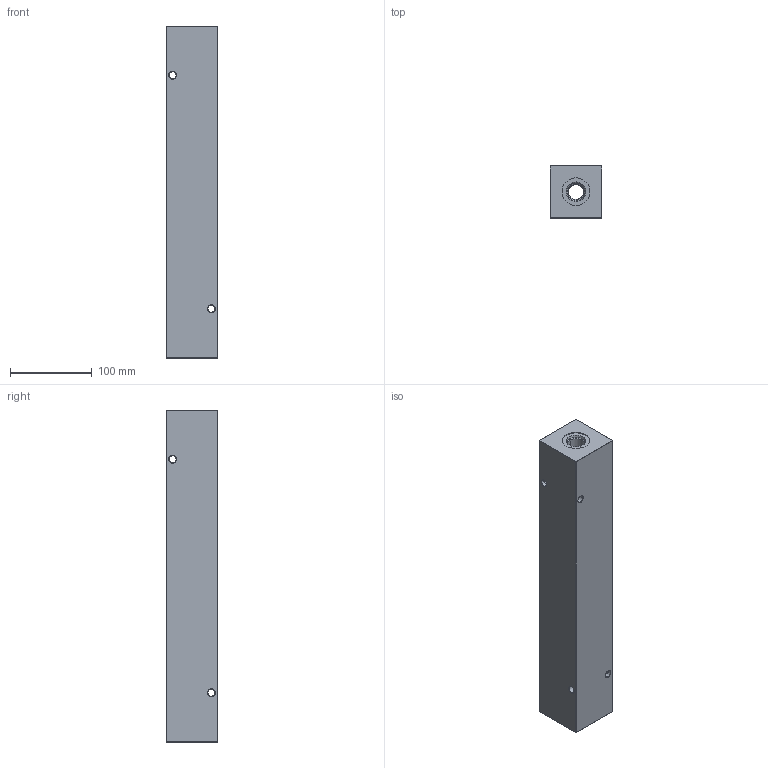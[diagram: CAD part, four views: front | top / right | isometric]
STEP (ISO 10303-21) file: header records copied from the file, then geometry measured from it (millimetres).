
FILE_DESCRIPTION (( 'STEP AP203' ), '1' );
FILE_NAME ('HM-7-90-S-10-10.STEP', '2020-11-09T22:34:21', ( '' ), ( '' ), 'SwSTEP 2.0', 'SolidWorks 2019', '' );
FILE_SCHEMA (( 'CONFIG_CONTROL_DESIGN' ));
Length unit declared in the file: inch
Products named in the file (1): HM-7-90-S-10-10
Bounding box: 63.5 x 63.5 x 406.4 mm (x, y, z)
Volume: 1386806.9 mm3; surface area: 153730.1 mm2
Topology: 1 solids, 1 shells, 675 faces, 1693 edges, 1065 vertices
Faces by surface type: plane 251, bspline 195, cylinder 117, cone 112
Entity records: 29794 total; most frequent: CARTESIAN_POINT 14901, ORIENTED_EDGE 3386, DIRECTION 2459, EDGE_CURVE 1693, VERTEX_POINT 1065, LINE 965, VECTOR 965, EDGE_LOOP 762
